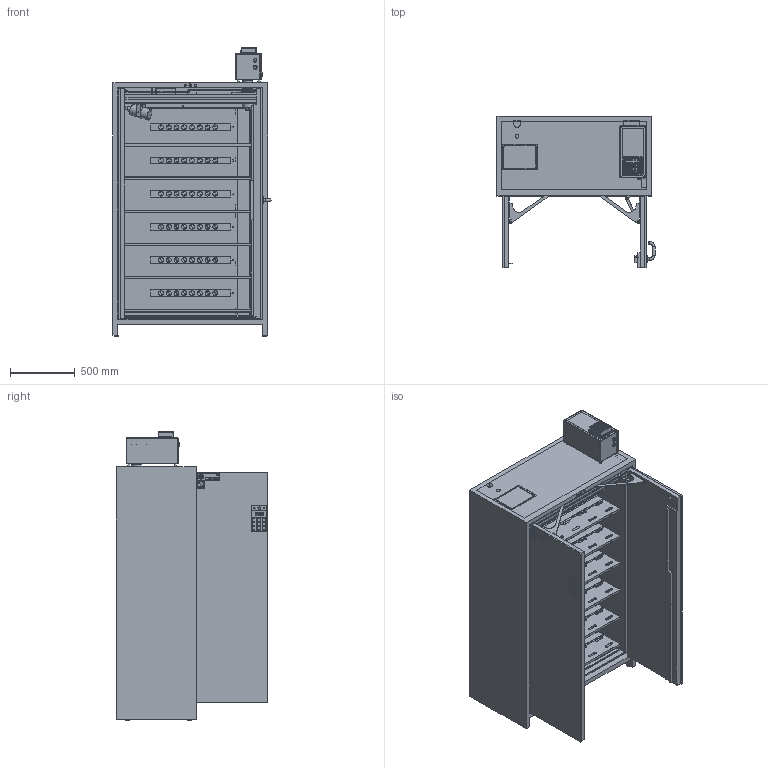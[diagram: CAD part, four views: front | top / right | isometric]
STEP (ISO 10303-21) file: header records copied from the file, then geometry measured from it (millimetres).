
FILE_DESCRIPTION(/* description */ (''),/* implementation_level */ '2;1');
FILE_NAME(/* name */ 'IO90.195.120.PC.WDC_41269-047-41394 6er_OD.stp',/* time_stamp */ '2023-10-12T06:54:35+02:00',/* author */ ('mirudolph'),/* organization */ ('asecos® GmbH'),/* preprocessor_version */ 'ST-DEVELOPER v17.2',/* originating_system */ 'Autodesk Inventor 2019',/* authorisation */ '');
FILE_SCHEMA (('AUTOMOTIVE_DESIGN { 1 0 10303 214 3 1 1 }'));
Products named in the file (1): IO90.195.120.PC.WDC_41269-047-41394 6er_OD
Bounding box: 1219.46 x 1166.58 x 2224.29 mm (x, y, z)
Volume: 433151054.3 mm3; surface area: 27428102 mm2
Topology: 12 solids, 16 shells, 4422 faces, 11251 edges, 7222 vertices
Faces by surface type: plane 2453, cylinder 1318, bspline 550, torus 59, cone 36, sphere 6
Full cylindrical faces by diameter (mm): 4 x7, 4.134 x2, 5 x100, 5.1 x5, 6 x2, 6.742 x1, 7 x6, 8 x3, 8.1 x4, 9.5 x1, 10 x7, 13 x2, 13.656 x1, 14 x1, 15 x2, 16 x7, 20 x6, 22 x2, 22.5 x2, 24 x1, 25.2 x1, 27 x1, 28.4 x1, 29 x1, 30 x2, 31 x2, 31.8 x4, 33.8 x1, 35 x1, 37.8 x1
Entity records: 145016 total; most frequent: CARTESIAN_POINT 32792, ORIENTED_EDGE 22500, DIRECTION 21519, EDGE_CURVE 11250, LINE 7459, VECTOR 7459, VERTEX_POINT 7228, AXIS2_PLACEMENT_3D 7030
